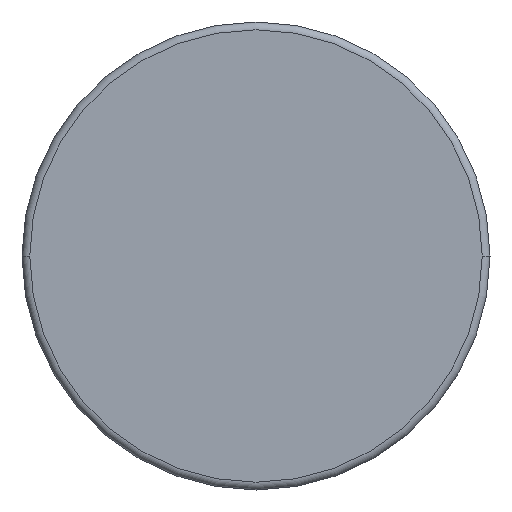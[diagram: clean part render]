
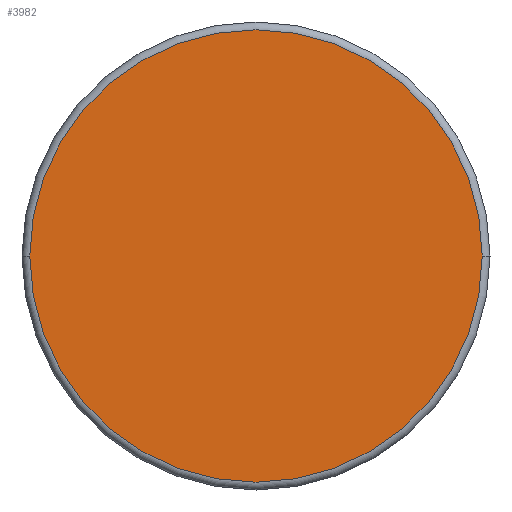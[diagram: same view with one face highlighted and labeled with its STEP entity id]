
A CAD part, front view. The second image highlights one B-rep face of the part: STEP entity #3982.
In plain terms, the highlighted planar face has unit normal (0, -1, 0).
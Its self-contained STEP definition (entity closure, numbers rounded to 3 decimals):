
#1241=CARTESIAN_POINT('',(0.,-61.5,0.));
#1242=DIRECTION('',(0.,1.,0.));
#1243=DIRECTION('',(1.,0.,0.));
#1244=AXIS2_PLACEMENT_3D('',#1241,#1242,#1243);
#1246=CARTESIAN_POINT('',(0.,-61.5,0.));
#1247=DIRECTION('',(0.,1.,0.));
#1248=DIRECTION('',(-1.,0.,0.));
#1249=AXIS2_PLACEMENT_3D('',#1246,#1247,#1248);
#1611=CARTESIAN_POINT('',(14.5,-61.5,0.));
#1612=CARTESIAN_POINT('',(-14.5,-61.5,0.));
#1613=VERTEX_POINT('',#1611);
#1614=VERTEX_POINT('',#1612);
#3972=CARTESIAN_POINT('',(0.,-61.5,0.));
#3973=DIRECTION('',(0.,-1.,0.));
#3974=DIRECTION('',(1.,0.,0.));
#3975=AXIS2_PLACEMENT_3D('',#3972,#3973,#3974);
#3976=PLANE('',#3975);
#3977=ORIENTED_EDGE('',*,*,#3955,.T.);
#3979=ORIENTED_EDGE('',*,*,#3978,.T.);
#3980=EDGE_LOOP('',(#3977,#3979));
#3981=FACE_OUTER_BOUND('',#3980,.F.);
#3982=ADVANCED_FACE('',(#3981),#3976,.T.);
#1245=CIRCLE('',#1244,14.5);
#1250=CIRCLE('',#1249,14.5);
#3955=EDGE_CURVE('',#1613,#1614,#1245,.T.);
#3978=EDGE_CURVE('',#1614,#1613,#1250,.T.);
